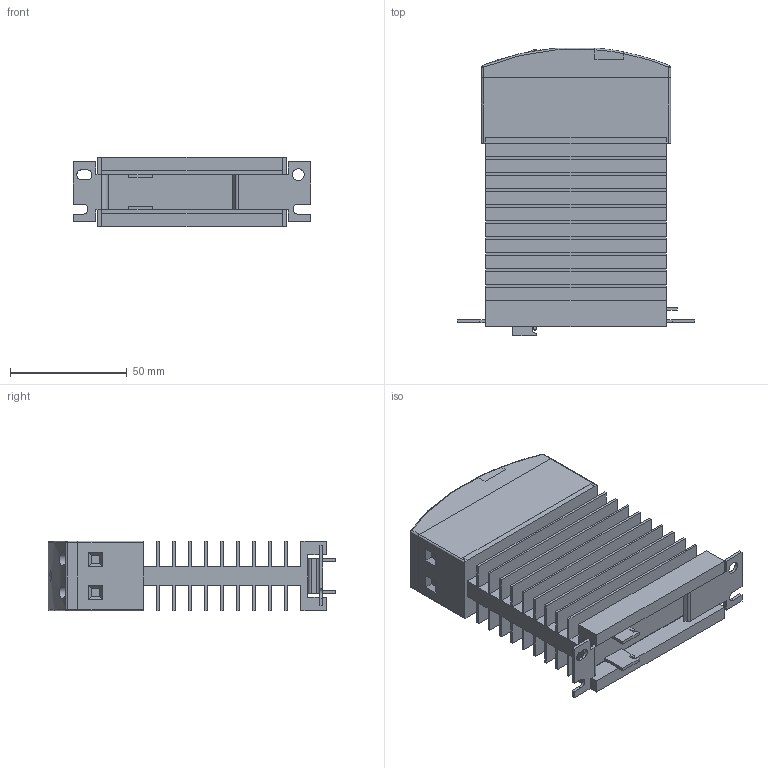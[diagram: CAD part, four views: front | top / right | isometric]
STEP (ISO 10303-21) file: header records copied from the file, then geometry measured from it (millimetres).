
FILE_DESCRIPTION (( 'STEP AP214' ), '1' );
FILE_NAME ('ADSSR210-AC.STEP', '2013-11-27T16:14:59', ( '' ), ( '' ), 'SwSTEP 2.0', 'SolidWorks 2013', '' );
FILE_SCHEMA (( 'AUTOMOTIVE_DESIGN' ));
Length unit declared in the file: inch
Products named in the file (1): ADSSR210-AC
Bounding box: 101.67 x 123.28 x 29.97 mm (x, y, z)
Volume: 167973.4 mm3; surface area: 66740.4 mm2
Topology: 2 solids, 2 shells, 329 faces, 907 edges, 596 vertices
Faces by surface type: plane 271, cylinder 47, torus 6, sphere 5
Entity records: 14355 total; most frequent: CARTESIAN_POINT 2127, ORIENTED_EDGE 1808, DIRECTION 1622, EDGE_CURVE 904, VECTOR 786, LINE 786, VERTEX_POINT 594, AXIS2_PLACEMENT_3D 418
